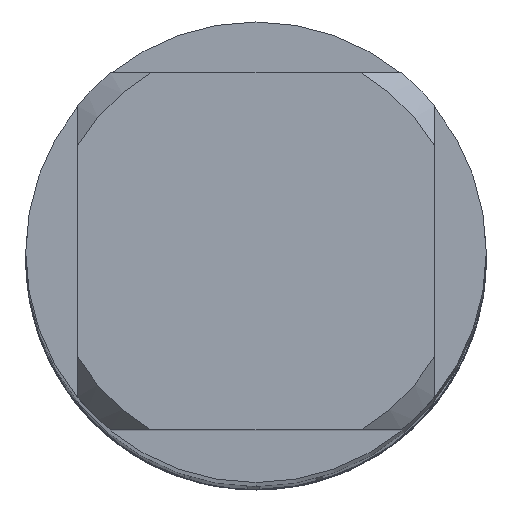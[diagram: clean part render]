
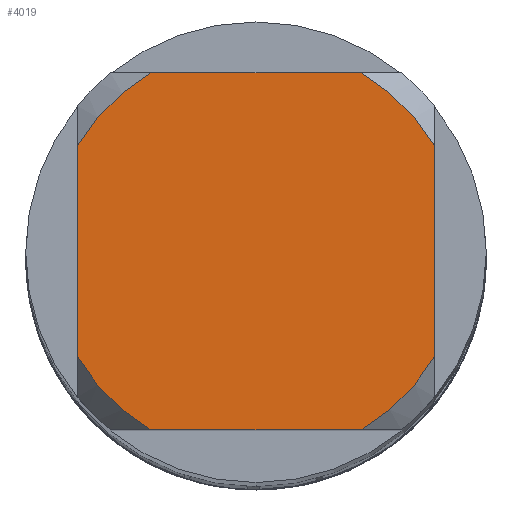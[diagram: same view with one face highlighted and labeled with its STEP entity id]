
A CAD part, top view. The second image highlights one B-rep face of the part: STEP entity #4019.
In plain terms, the highlighted planar face has unit normal (0, 0, 1).
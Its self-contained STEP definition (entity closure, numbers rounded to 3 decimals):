
#1927=EDGE_CURVE('',#2263,#2925,#4852,.T.);
#1987=EDGE_CURVE('',#2263,#2621,#4916,.T.);
#2263=VERTEX_POINT('',#5212);
#2267=VERTEX_POINT('',#5216);
#2347=EDGE_CURVE('',#4053,#3747,#5304,.T.);
#2621=VERTEX_POINT('',#5609);
#2903=EDGE_CURVE('',#4053,#2621,#5912,.T.);
#2925=VERTEX_POINT('',#5936);
#2993=EDGE_CURVE('',#2267,#3375,#6005,.T.);
#3285=EDGE_CURVE('',#3557,#3375,#6322,.T.);
#3375=VERTEX_POINT('',#6419);
#3557=VERTEX_POINT('',#6614);
#3585=EDGE_CURVE('',#2267,#3747,#6646,.T.);
#3747=VERTEX_POINT('',#6827);
#3815=EDGE_CURVE('',#3557,#2925,#6900,.T.);
#4019=ADVANCED_FACE('',(#7130),#7131,.T.);
#4053=VERTEX_POINT('',#7167);
#4852=CIRCLE('',#8899,3.6);
#4916=LINE('',#9063,#9064);
#5212=CARTESIAN_POINT('',(-3.1,1.83,0.0));
#5216=CARTESIAN_POINT('',(3.1,-1.83,0.0));
#5304=LINE('',#10032,#10033);
#5609=CARTESIAN_POINT('',(-3.1,-1.83,0.0));
#5912=CIRCLE('',#12071,3.6);
#5936=CARTESIAN_POINT('',(-1.83,3.1,0.0));
#6005=LINE('',#12270,#12271);
#6322=CIRCLE('',#13026,3.6);
#6419=CARTESIAN_POINT('',(3.1,1.83,0.0));
#6614=CARTESIAN_POINT('',(1.83,3.1,0.0));
#6646=CIRCLE('',#14255,3.6);
#6827=CARTESIAN_POINT('',(1.83,-3.1,0.0));
#6900=LINE('',#14795,#14796);
#7130=FACE_OUTER_BOUND('',#15521,.T.);
#7131=PLANE('',#15522);
#7167=CARTESIAN_POINT('',(-1.83,-3.1,0.0));
#8899=AXIS2_PLACEMENT_3D('',#17012,#17013,#17014);
#9063=CARTESIAN_POINT('',(-3.1,0.9,0.0));
#9064=VECTOR('',#17064,1.0);
#10032=CARTESIAN_POINT('',(0.0,-3.1,0.0));
#10033=VECTOR('',#17429,1.0);
#12071=AXIS2_PLACEMENT_3D('',#18169,#18170,#18171);
#12270=CARTESIAN_POINT('',(3.1,0.9,0.0));
#12271=VECTOR('',#18241,1.0);
#13026=AXIS2_PLACEMENT_3D('',#18566,#18567,#18568);
#14255=AXIS2_PLACEMENT_3D('',#18972,#18973,#18974);
#14795=CARTESIAN_POINT('',(0.0,3.1,0.0));
#14796=VECTOR('',#19247,1.0);
#15521=EDGE_LOOP('',(#19522,#19523,#19524,#19525,#19526,#19527,#19528,#19529));
#15522=AXIS2_PLACEMENT_3D('',#19530,#19531,#19532);
#17012=CARTESIAN_POINT('',(0.0,0.0,0.0));
#17013=DIRECTION('',(0.0,0.0,-1.0));
#17014=DIRECTION('',(0.0,1.0,0.0));
#17064=DIRECTION('',(-0.0,-1.0,0.0));
#17429=DIRECTION('',(1.0,0.0,0.0));
#18169=CARTESIAN_POINT('',(0.0,0.0,0.0));
#18170=DIRECTION('',(0.0,0.0,-1.0));
#18171=DIRECTION('',(0.0,1.0,0.0));
#18241=DIRECTION('',(-0.0,1.0,0.0));
#18566=CARTESIAN_POINT('',(0.0,0.0,0.0));
#18567=DIRECTION('',(0.0,0.0,-1.0));
#18568=DIRECTION('',(0.0,1.0,0.0));
#18972=CARTESIAN_POINT('',(0.0,0.0,0.0));
#18973=DIRECTION('',(0.0,0.0,-1.0));
#18974=DIRECTION('',(0.0,1.0,0.0));
#19247=DIRECTION('',(-1.0,0.0,0.0));
#19522=ORIENTED_EDGE('',*,*,#1987,.T.);
#19523=ORIENTED_EDGE('',*,*,#2903,.F.);
#19524=ORIENTED_EDGE('',*,*,#2347,.T.);
#19525=ORIENTED_EDGE('',*,*,#3585,.F.);
#19526=ORIENTED_EDGE('',*,*,#2993,.T.);
#19527=ORIENTED_EDGE('',*,*,#3285,.F.);
#19528=ORIENTED_EDGE('',*,*,#3815,.T.);
#19529=ORIENTED_EDGE('',*,*,#1927,.F.);
#19530=CARTESIAN_POINT('',(0.0,1.8,0.0));
#19531=DIRECTION('',(-0.0,0.0,1.0));
#19532=DIRECTION('',(0.0,-1.0,0.0));
